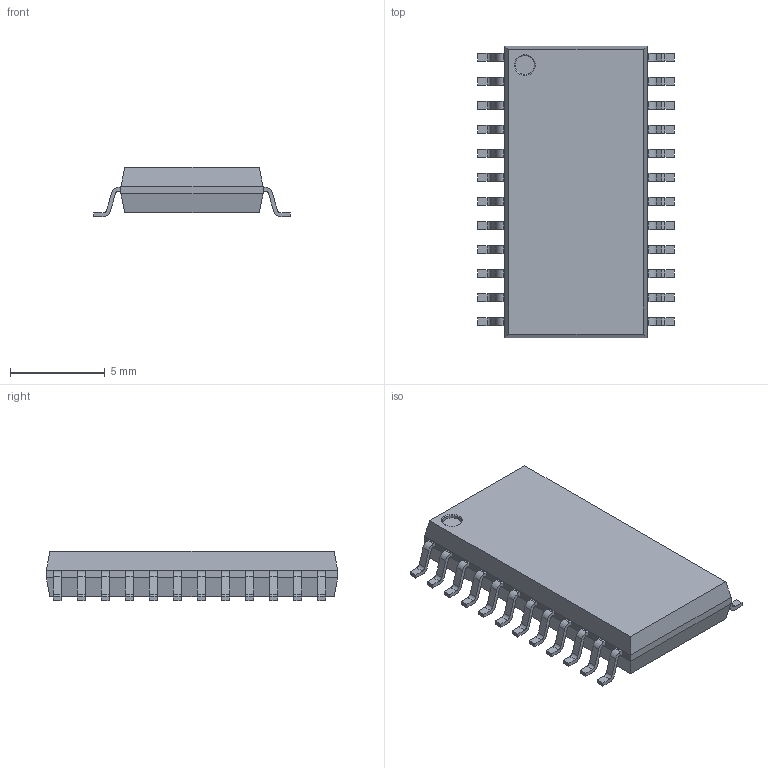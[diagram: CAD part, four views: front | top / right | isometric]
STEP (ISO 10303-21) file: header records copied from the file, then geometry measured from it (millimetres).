
FILE_DESCRIPTION (( 'STEP AP214' ), '1' );
FILE_NAME ('User Library-SOIC_24.STEP', '2018-03-04T18:01:50', ( '' ), ( '' ), 'SwSTEP 2.0', 'SolidWorks 2018', '' );
FILE_SCHEMA (( 'AUTOMOTIVE_DESIGN' ));
Length unit declared in the file: millimetre
Products named in the file (26): User Library-SOIC_24__51_17; User Library-SOIC_24__51_13; User Library-SOIC_24__51_14; User Library-SOIC_24__51_4; User Library-SOIC_24__51_12; User Library-SOIC_24__51_6; User Library-SOIC_24__51; User Library-SOIC_24__51_21; User Library-SOIC_24__51_24; User Library-SOIC_24__51_15; User Library-SOIC_24__51_11; User Library-SOIC_24__51_23; User Library-SOIC_24__51_10; User Library-SOIC_24__51_7; User Library-SOIC_24__51_18; User Library-SOIC_24__51_8; User Library-SOIC_24__51_3; User Library-SOIC_24__51_19; User Library-SOIC_24; User Library-SOIC_24__51_5; User Library-SOIC_24__51_22; User Library-SOIC_24__51_16; User Library-SOIC_24__51_9; User Library-SOIC_24__51_2; User Library-SOIC_24__51_20; User Library-SOIC_24__77
Assembly tree (25 placements, depth 2):
  User Library-SOIC_24
    User Library-SOIC_24__51
    User Library-SOIC_24__51_2
    User Library-SOIC_24__51_3
    User Library-SOIC_24__51_4
    User Library-SOIC_24__51_5
    User Library-SOIC_24__51_6
    User Library-SOIC_24__51_7
    User Library-SOIC_24__51_8
    User Library-SOIC_24__51_9
    User Library-SOIC_24__51_10
    User Library-SOIC_24__51_11
    User Library-SOIC_24__51_12
    User Library-SOIC_24__77
    User Library-SOIC_24__51_13
    User Library-SOIC_24__51_14
    User Library-SOIC_24__51_15
    User Library-SOIC_24__51_16
    User Library-SOIC_24__51_17
    User Library-SOIC_24__51_18
    User Library-SOIC_24__51_19
    User Library-SOIC_24__51_20
    User Library-SOIC_24__51_21
    User Library-SOIC_24__51_22
    User Library-SOIC_24__51_23
    User Library-SOIC_24__51_24
Bounding box: 10.4 x 15.4 x 2.6 mm (x, y, z)
Volume: 272.7 mm3; surface area: 397.1 mm2
Topology: 25 solids, 25 shells, 355 faces, 902 edges, 598 vertices
Faces by surface type: plane 255, cylinder 98, cone 2
Entity records: 15681 total; most frequent: CARTESIAN_POINT 1883, DIRECTION 1866, ORIENTED_EDGE 1804, EDGE_CURVE 902, VECTOR 704, LINE 704, VERTEX_POINT 598, AXIS2_PLACEMENT_3D 581
